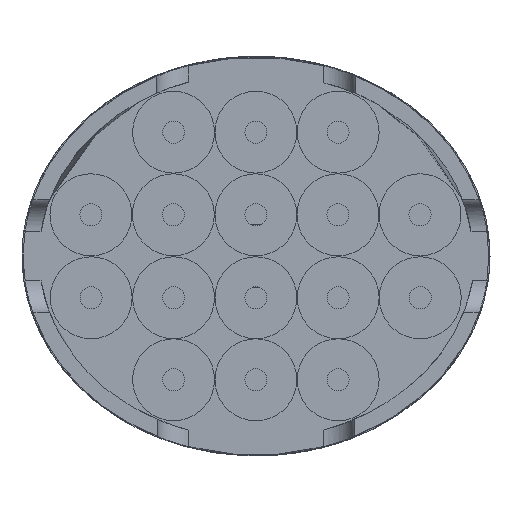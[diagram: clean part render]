
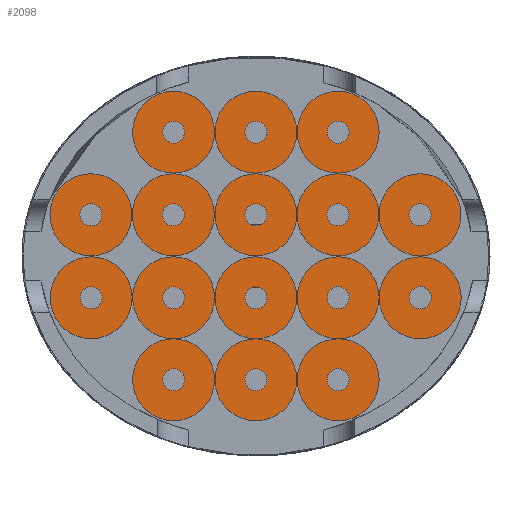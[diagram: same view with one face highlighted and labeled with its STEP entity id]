
A CAD part, front view. The second image highlights one B-rep face of the part: STEP entity #2098.
In plain terms, the highlighted planar face has unit normal (0, -1, 0).
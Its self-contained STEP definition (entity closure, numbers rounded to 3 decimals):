
#84=ELLIPSE('',#2306,34.428,29.076);
#116=FACE_BOUND('',#422,.T.);
#117=FACE_BOUND('',#423,.T.);
#118=FACE_BOUND('',#424,.T.);
#119=FACE_BOUND('',#425,.T.);
#120=FACE_BOUND('',#426,.T.);
#121=FACE_BOUND('',#427,.T.);
#122=FACE_BOUND('',#428,.T.);
#123=FACE_BOUND('',#429,.T.);
#124=FACE_BOUND('',#430,.T.);
#125=FACE_BOUND('',#431,.T.);
#126=FACE_BOUND('',#432,.T.);
#127=FACE_BOUND('',#433,.T.);
#128=FACE_BOUND('',#434,.T.);
#129=FACE_BOUND('',#435,.T.);
#130=FACE_BOUND('',#436,.T.);
#131=FACE_BOUND('',#437,.T.);
#204=PLANE('',#2305);
#279=FACE_OUTER_BOUND('',#421,.T.);
#421=EDGE_LOOP('',(#1553));
#422=EDGE_LOOP('',(#1554));
#423=EDGE_LOOP('',(#1555));
#424=EDGE_LOOP('',(#1556));
#425=EDGE_LOOP('',(#1557));
#426=EDGE_LOOP('',(#1558));
#427=EDGE_LOOP('',(#1559));
#428=EDGE_LOOP('',(#1560));
#429=EDGE_LOOP('',(#1561));
#430=EDGE_LOOP('',(#1562));
#431=EDGE_LOOP('',(#1563));
#432=EDGE_LOOP('',(#1564));
#433=EDGE_LOOP('',(#1565));
#434=EDGE_LOOP('',(#1566));
#435=EDGE_LOOP('',(#1567));
#436=EDGE_LOOP('',(#1568));
#437=EDGE_LOOP('',(#1569));
#778=CIRCLE('',#2195,1.75);
#781=CIRCLE('',#2200,1.75);
#784=CIRCLE('',#2205,1.75);
#787=CIRCLE('',#2210,1.75);
#790=CIRCLE('',#2215,1.75);
#793=CIRCLE('',#2220,1.75);
#796=CIRCLE('',#2225,1.75);
#799=CIRCLE('',#2230,1.75);
#802=CIRCLE('',#2235,1.75);
#805=CIRCLE('',#2240,1.75);
#808=CIRCLE('',#2245,1.75);
#811=CIRCLE('',#2250,1.75);
#814=CIRCLE('',#2255,1.75);
#817=CIRCLE('',#2260,1.75);
#820=CIRCLE('',#2265,1.75);
#823=CIRCLE('',#2270,1.75);
#904=VERTEX_POINT('',#3067);
#907=VERTEX_POINT('',#3076);
#910=VERTEX_POINT('',#3085);
#913=VERTEX_POINT('',#3094);
#916=VERTEX_POINT('',#3103);
#919=VERTEX_POINT('',#3112);
#922=VERTEX_POINT('',#3121);
#925=VERTEX_POINT('',#3130);
#928=VERTEX_POINT('',#3139);
#931=VERTEX_POINT('',#3148);
#934=VERTEX_POINT('',#3157);
#937=VERTEX_POINT('',#3166);
#940=VERTEX_POINT('',#3175);
#943=VERTEX_POINT('',#3184);
#946=VERTEX_POINT('',#3193);
#949=VERTEX_POINT('',#3202);
#967=VERTEX_POINT('',#3273);
#1101=EDGE_CURVE('',#904,#904,#778,.T.);
#1105=EDGE_CURVE('',#907,#907,#781,.T.);
#1109=EDGE_CURVE('',#910,#910,#784,.T.);
#1113=EDGE_CURVE('',#913,#913,#787,.T.);
#1117=EDGE_CURVE('',#916,#916,#790,.T.);
#1121=EDGE_CURVE('',#919,#919,#793,.T.);
#1125=EDGE_CURVE('',#922,#922,#796,.T.);
#1129=EDGE_CURVE('',#925,#925,#799,.T.);
#1133=EDGE_CURVE('',#928,#928,#802,.T.);
#1137=EDGE_CURVE('',#931,#931,#805,.T.);
#1141=EDGE_CURVE('',#934,#934,#808,.T.);
#1145=EDGE_CURVE('',#937,#937,#811,.T.);
#1149=EDGE_CURVE('',#940,#940,#814,.T.);
#1153=EDGE_CURVE('',#943,#943,#817,.T.);
#1157=EDGE_CURVE('',#946,#946,#820,.T.);
#1161=EDGE_CURVE('',#949,#949,#823,.T.);
#1195=EDGE_CURVE('',#967,#967,#84,.T.);
#1553=ORIENTED_EDGE('',*,*,#1195,.T.);
#1554=ORIENTED_EDGE('',*,*,#1101,.T.);
#1555=ORIENTED_EDGE('',*,*,#1105,.T.);
#1556=ORIENTED_EDGE('',*,*,#1109,.T.);
#1557=ORIENTED_EDGE('',*,*,#1113,.T.);
#1558=ORIENTED_EDGE('',*,*,#1117,.T.);
#1559=ORIENTED_EDGE('',*,*,#1121,.T.);
#1560=ORIENTED_EDGE('',*,*,#1125,.T.);
#1561=ORIENTED_EDGE('',*,*,#1129,.T.);
#1562=ORIENTED_EDGE('',*,*,#1133,.T.);
#1563=ORIENTED_EDGE('',*,*,#1137,.T.);
#1564=ORIENTED_EDGE('',*,*,#1141,.T.);
#1565=ORIENTED_EDGE('',*,*,#1145,.T.);
#1566=ORIENTED_EDGE('',*,*,#1149,.T.);
#1567=ORIENTED_EDGE('',*,*,#1153,.T.);
#1568=ORIENTED_EDGE('',*,*,#1157,.T.);
#1569=ORIENTED_EDGE('',*,*,#1161,.T.);
#2098=ADVANCED_FACE('',(#279,#116,#117,#118,#119,#120,#121,#122,#123,#124,
#125,#126,#127,#128,#129,#130,#131),#204,.F.);
#2195=AXIS2_PLACEMENT_3D('',#3069,#2455,#2456);
#2200=AXIS2_PLACEMENT_3D('',#3078,#2466,#2467);
#2205=AXIS2_PLACEMENT_3D('',#3087,#2477,#2478);
#2210=AXIS2_PLACEMENT_3D('',#3096,#2488,#2489);
#2215=AXIS2_PLACEMENT_3D('',#3105,#2499,#2500);
#2220=AXIS2_PLACEMENT_3D('',#3114,#2510,#2511);
#2225=AXIS2_PLACEMENT_3D('',#3123,#2521,#2522);
#2230=AXIS2_PLACEMENT_3D('',#3132,#2532,#2533);
#2235=AXIS2_PLACEMENT_3D('',#3141,#2543,#2544);
#2240=AXIS2_PLACEMENT_3D('',#3150,#2554,#2555);
#2245=AXIS2_PLACEMENT_3D('',#3159,#2565,#2566);
#2250=AXIS2_PLACEMENT_3D('',#3168,#2576,#2577);
#2255=AXIS2_PLACEMENT_3D('',#3177,#2587,#2588);
#2260=AXIS2_PLACEMENT_3D('',#3186,#2598,#2599);
#2265=AXIS2_PLACEMENT_3D('',#3195,#2609,#2610);
#2270=AXIS2_PLACEMENT_3D('',#3204,#2620,#2621);
#2305=AXIS2_PLACEMENT_3D('',#3272,#2706,#2707);
#2306=AXIS2_PLACEMENT_3D('',#3274,#2708,#2709);
#2455=DIRECTION('center_axis',(0.,1.,0.));
#2456=DIRECTION('ref_axis',(-1.,0.,0.));
#2466=DIRECTION('center_axis',(0.,1.,0.));
#2467=DIRECTION('ref_axis',(-1.,0.,0.));
#2477=DIRECTION('center_axis',(0.,1.,0.));
#2478=DIRECTION('ref_axis',(-1.,0.,0.));
#2488=DIRECTION('center_axis',(0.,1.,0.));
#2489=DIRECTION('ref_axis',(-1.,0.,0.));
#2499=DIRECTION('center_axis',(0.,1.,0.));
#2500=DIRECTION('ref_axis',(-1.,0.,0.));
#2510=DIRECTION('center_axis',(0.,1.,0.));
#2511=DIRECTION('ref_axis',(-1.,0.,0.));
#2521=DIRECTION('center_axis',(0.,1.,0.));
#2522=DIRECTION('ref_axis',(-1.,0.,0.));
#2532=DIRECTION('center_axis',(0.,1.,0.));
#2533=DIRECTION('ref_axis',(-1.,0.,0.));
#2543=DIRECTION('center_axis',(0.,1.,0.));
#2544=DIRECTION('ref_axis',(-1.,0.,0.));
#2554=DIRECTION('center_axis',(0.,1.,0.));
#2555=DIRECTION('ref_axis',(-1.,0.,0.));
#2565=DIRECTION('center_axis',(0.,1.,0.));
#2566=DIRECTION('ref_axis',(-1.,0.,0.));
#2576=DIRECTION('center_axis',(0.,1.,0.));
#2577=DIRECTION('ref_axis',(-1.,0.,0.));
#2587=DIRECTION('center_axis',(0.,1.,0.));
#2588=DIRECTION('ref_axis',(-1.,0.,0.));
#2598=DIRECTION('center_axis',(0.,1.,0.));
#2599=DIRECTION('ref_axis',(-1.,0.,0.));
#2609=DIRECTION('center_axis',(0.,1.,0.));
#2610=DIRECTION('ref_axis',(-1.,0.,0.));
#2620=DIRECTION('center_axis',(0.,1.,0.));
#2621=DIRECTION('ref_axis',(-1.,0.,0.));
#2706=DIRECTION('center_axis',(0.,1.,0.));
#2707=DIRECTION('ref_axis',(0.,0.,1.));
#2708=DIRECTION('center_axis',(0.,-1.,0.));
#2709=DIRECTION('ref_axis',(1.,0.,0.));
#3067=CARTESIAN_POINT('',(1.732,-15.,6.562));
#3069=CARTESIAN_POINT('Origin',(-0.018,-15.,6.562));
#3076=CARTESIAN_POINT('',(27.775,-15.,6.562));
#3078=CARTESIAN_POINT('Origin',(26.025,-15.,6.562));
#3085=CARTESIAN_POINT('',(-11.33,-15.,-6.605));
#3087=CARTESIAN_POINT('Origin',(-13.08,-15.,-6.605));
#3094=CARTESIAN_POINT('',(1.732,-15.,-19.623));
#3096=CARTESIAN_POINT('Origin',(-0.018,-15.,-19.623));
#3103=CARTESIAN_POINT('',(-11.33,-15.,-19.623));
#3105=CARTESIAN_POINT('Origin',(-13.08,-15.,-19.623));
#3112=CARTESIAN_POINT('',(1.732,-15.,-6.605));
#3114=CARTESIAN_POINT('Origin',(-0.018,-15.,-6.605));
#3121=CARTESIAN_POINT('',(14.751,-15.,6.562));
#3123=CARTESIAN_POINT('Origin',(13.001,-15.,6.562));
#3130=CARTESIAN_POINT('',(-11.363,-15.,6.562));
#3132=CARTESIAN_POINT('Origin',(-13.113,-15.,6.562));
#3139=CARTESIAN_POINT('',(1.732,-15.,19.665));
#3141=CARTESIAN_POINT('Origin',(-0.018,-15.,19.665));
#3148=CARTESIAN_POINT('',(27.814,-15.,-6.605));
#3150=CARTESIAN_POINT('Origin',(26.064,-15.,-6.605));
#3157=CARTESIAN_POINT('',(-24.446,-15.,6.562));
#3159=CARTESIAN_POINT('Origin',(-26.196,-15.,6.562));
#3166=CARTESIAN_POINT('',(14.784,-15.,-19.623));
#3168=CARTESIAN_POINT('Origin',(13.034,-15.,-19.623));
#3175=CARTESIAN_POINT('',(-24.413,-15.,-6.605));
#3177=CARTESIAN_POINT('Origin',(-26.163,-15.,-6.605));
#3184=CARTESIAN_POINT('',(14.784,-15.,-6.605));
#3186=CARTESIAN_POINT('Origin',(13.034,-15.,-6.605));
#3193=CARTESIAN_POINT('',(14.784,-15.,19.665));
#3195=CARTESIAN_POINT('Origin',(13.034,-15.,19.665));
#3202=CARTESIAN_POINT('',(-11.33,-15.,19.665));
#3204=CARTESIAN_POINT('Origin',(-13.08,-15.,19.665));
#3272=CARTESIAN_POINT('Origin',(0.,-15.,0.));
#3273=CARTESIAN_POINT('',(-34.428,-15.,0.));
#3274=CARTESIAN_POINT('Origin',(0.,-15.,0.));
